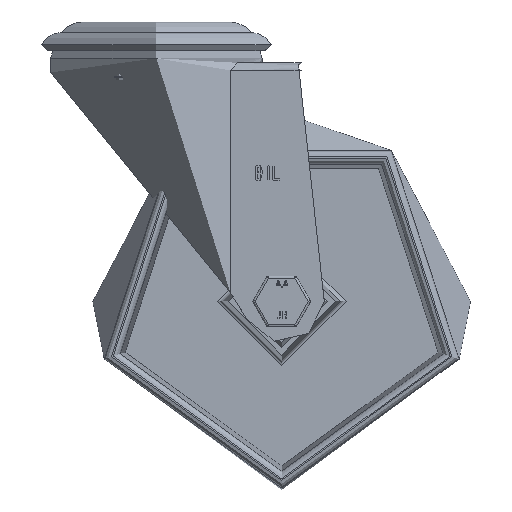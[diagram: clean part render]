
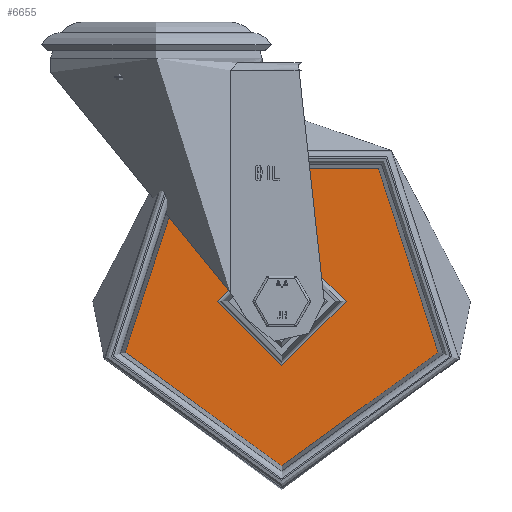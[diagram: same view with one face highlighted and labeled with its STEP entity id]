
A CAD part, front view. The second image highlights one B-rep face of the part: STEP entity #6655.
In plain terms, the highlighted planar face has unit normal (0, -1, 0).
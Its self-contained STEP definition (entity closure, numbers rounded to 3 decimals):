
#458=FACE_BOUND('',#1337,.T.);
#526=PLANE('',#7271);
#910=FACE_OUTER_BOUND('',#1336,.T.);
#1336=EDGE_LOOP('',(#5050));
#1337=EDGE_LOOP('',(#5051));
#2730=CIRCLE('',#7270,21.324);
#2731=CIRCLE('',#7272,54.5);
#3091=VERTEX_POINT('',#11281);
#3092=VERTEX_POINT('',#11285);
#3803=EDGE_CURVE('',#3091,#3091,#2730,.T.);
#3804=EDGE_CURVE('',#3092,#3092,#2731,.T.);
#5050=ORIENTED_EDGE('',*,*,#3804,.F.);
#5051=ORIENTED_EDGE('',*,*,#3803,.T.);
#6655=ADVANCED_FACE('',(#910,#458),#526,.T.);
#7270=AXIS2_PLACEMENT_3D('',#11283,#8284,#8285);
#7271=AXIS2_PLACEMENT_3D('',#11284,#8286,#8287);
#7272=AXIS2_PLACEMENT_3D('',#11286,#8288,#8289);
#8284=DIRECTION('center_axis',(0.,1.,0.));
#8285=DIRECTION('ref_axis',(1.,0.,0.));
#8286=DIRECTION('center_axis',(0.,-1.,0.));
#8287=DIRECTION('ref_axis',(0.,0.,-1.));
#8288=DIRECTION('center_axis',(0.,1.,0.));
#8289=DIRECTION('ref_axis',(1.,0.,0.));
#11281=CARTESIAN_POINT('',(0.,-3.5,-21.324));
#11283=CARTESIAN_POINT('Origin',(0.,-3.5,0.));
#11284=CARTESIAN_POINT('Origin',(0.,-3.5,54.5));
#11285=CARTESIAN_POINT('',(0.,-3.5,-54.5));
#11286=CARTESIAN_POINT('Origin',(0.,-3.5,0.));
